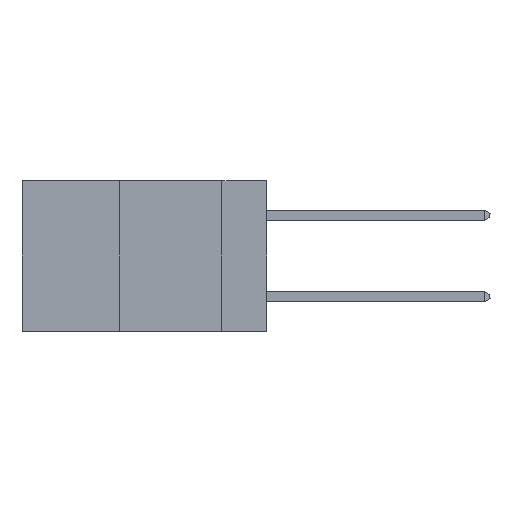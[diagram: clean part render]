
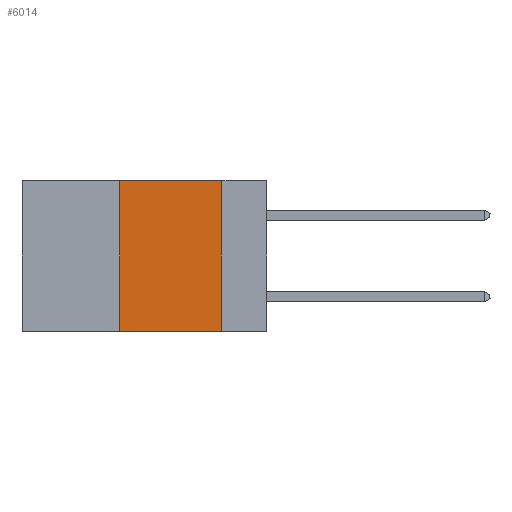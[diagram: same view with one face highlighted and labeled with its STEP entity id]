
A CAD part, left-side view. The second image highlights one B-rep face of the part: STEP entity #6014.
In plain terms, the highlighted planar face has unit normal (-1, 0, 0).
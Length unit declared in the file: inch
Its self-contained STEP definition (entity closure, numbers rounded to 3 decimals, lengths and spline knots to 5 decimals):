
#1926 = EDGE_CURVE ( 'NONE', #38595, #12587, #14418, .T. ) ;
#2882 = CARTESIAN_POINT ( 'NONE',  ( 0., 0.36, 0. ) ) ;
#3613 = CARTESIAN_POINT ( 'NONE',  ( 0., 0.6, -0.37 ) ) ;
#4287 = ORIENTED_EDGE ( 'NONE', *, *, #27788, .T. ) ;
#4924 = AXIS2_PLACEMENT_3D ( 'NONE', #41654, #7351, #11093 ) ;
#5717 = EDGE_CURVE ( 'NONE', #7847, #30537, #35617, .T. ) ;
#6014 = ADVANCED_FACE ( 'NONE', ( #30326 ), #42098, .F. ) ;
#7351 = DIRECTION ( 'NONE',  ( 1., 0., 0. ) ) ;
#7847 = VERTEX_POINT ( 'NONE', #22474 ) ;
#9367 = CARTESIAN_POINT ( 'NONE',  ( 0., 0.11, 0. ) ) ;
#11093 = DIRECTION ( 'NONE',  ( 0., 0., -1. ) ) ;
#11169 = DIRECTION ( 'NONE',  ( 0., 0., -1. ) ) ;
#12587 = VERTEX_POINT ( 'NONE', #22747 ) ;
#13272 = DIRECTION ( 'NONE',  ( 0., 0., 1. ) ) ;
#13720 = EDGE_LOOP ( 'NONE', ( #25403, #27848, #31125, #4287 ) ) ;
#14418 = LINE ( 'NONE', #41248, #26730 ) ;
#17791 = DIRECTION ( 'NONE',  ( 0., -1., 0. ) ) ;
#18509 = LINE ( 'NONE', #3613, #40338 ) ;
#20180 = CARTESIAN_POINT ( 'NONE',  ( 0., 0.36, 0. ) ) ;
#21177 = LINE ( 'NONE', #34859, #42973 ) ;
#22474 = CARTESIAN_POINT ( 'NONE',  ( 0., 0.36, -0.37 ) ) ;
#22747 = CARTESIAN_POINT ( 'NONE',  ( 0., 0.11, -0.37 ) ) ;
#25403 = ORIENTED_EDGE ( 'NONE', *, *, #1926, .F. ) ;
#26730 = VECTOR ( 'NONE', #11169, 39.37008 ) ;
#27788 = EDGE_CURVE ( 'NONE', #7847, #12587, #18509, .T. ) ;
#27848 = ORIENTED_EDGE ( 'NONE', *, *, #33421, .F. ) ;
#27939 = DIRECTION ( 'NONE',  ( 0., -1., 0. ) ) ;
#30326 = FACE_OUTER_BOUND ( 'NONE', #13720, .T. ) ;
#30537 = VERTEX_POINT ( 'NONE', #20180 ) ;
#31125 = ORIENTED_EDGE ( 'NONE', *, *, #5717, .F. ) ;
#33421 = EDGE_CURVE ( 'NONE', #30537, #38595, #21177, .T. ) ;
#34072 = VECTOR ( 'NONE', #13272, 39.37008 ) ;
#34859 = CARTESIAN_POINT ( 'NONE',  ( 0., 0.6, 0. ) ) ;
#35617 = LINE ( 'NONE', #2882, #34072 ) ;
#38595 = VERTEX_POINT ( 'NONE', #9367 ) ;
#40338 = VECTOR ( 'NONE', #27939, 39.37008 ) ;
#41248 = CARTESIAN_POINT ( 'NONE',  ( 0., 0.11, 0. ) ) ;
#41654 = CARTESIAN_POINT ( 'NONE',  ( 0., 0.6, 0. ) ) ;
#42098 = PLANE ( 'NONE',  #4924 ) ;
#42973 = VECTOR ( 'NONE', #17791, 39.37008 ) ;
